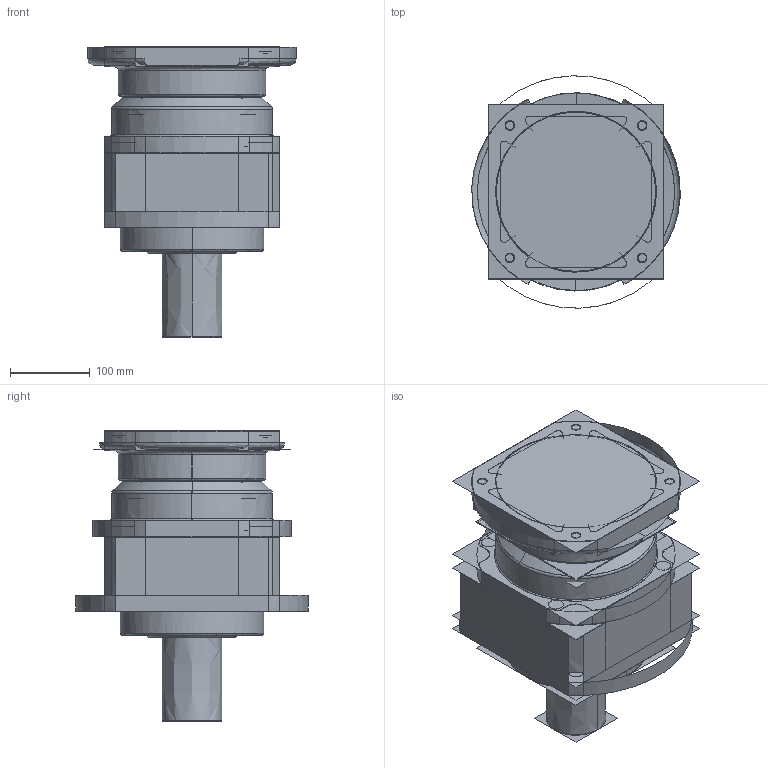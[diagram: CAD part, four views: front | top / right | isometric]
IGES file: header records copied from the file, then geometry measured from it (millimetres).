
Start section:  PTC IGES file: af2201-p0403700201.igs
Global section: file name: af2201-p0403700201.igs; native system: Pro/ENGINEER by Parametric Technology Corporation; preprocessor: 2006170; author: d00080; organization: Unknown; date: 20080918.144517; units: millimetre
Bounding box: 261.9 x 291.84 x 364.5 mm (x, y, z)
Surface area: 2272548.8 mm2 (no closed solid volume)
Topology: 0 solids, 0 shells, 1004 faces, 6792 edges, 6756 vertices
Faces by surface type: bspline 1004
